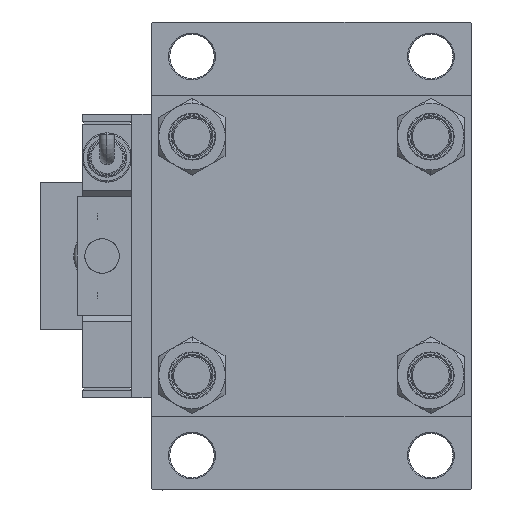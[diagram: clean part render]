
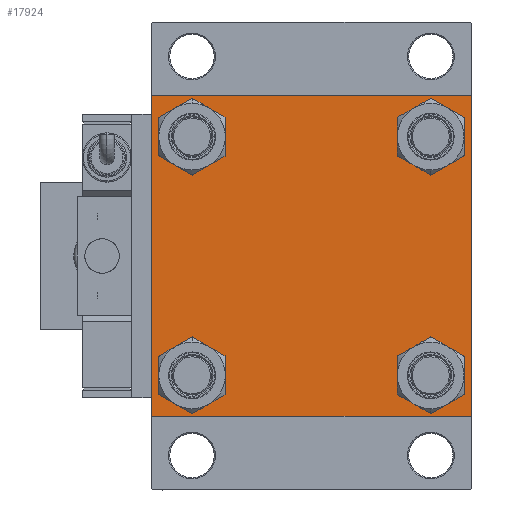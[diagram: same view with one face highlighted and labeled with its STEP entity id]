
A CAD part, left-side view. The second image highlights one B-rep face of the part: STEP entity #17924.
In plain terms, the highlighted planar face has unit normal (-1, 0, 0).
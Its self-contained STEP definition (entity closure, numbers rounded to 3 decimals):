
#90 = LINE ( 'NONE', #55228, #524 ) ;
#368 = ORIENTED_EDGE ( 'NONE', *, *, #35028, .T. ) ;
#524 = VECTOR ( 'NONE', #29492, 1000. ) ;
#679 = DIRECTION ( 'NONE',  ( 0., 0., 1. ) ) ;
#2089 = VECTOR ( 'NONE', #16529, 1000. ) ;
#2113 = CARTESIAN_POINT ( 'NONE',  ( 0., -48.45, -39.95 ) ) ;
#2442 = VERTEX_POINT ( 'NONE', #46033 ) ;
#2595 = EDGE_CURVE ( 'NONE', #29629, #17998, #51665, .T. ) ;
#3042 = CARTESIAN_POINT ( 'NONE',  ( 0., -64.75, 64.75 ) ) ;
#3460 = VECTOR ( 'NONE', #22428, 1000. ) ;
#3664 = CIRCLE ( 'NONE', #37639, 8.5 ) ;
#3979 = AXIS2_PLACEMENT_3D ( 'NONE', #25166, #8922, #8645 ) ;
#4615 = CARTESIAN_POINT ( 'NONE',  ( 0., 48.45, 56.95 ) ) ;
#4896 = DIRECTION ( 'NONE',  ( 1., 0., 0. ) ) ;
#5593 = LINE ( 'NONE', #26882, #3460 ) ;
#5933 = FACE_BOUND ( 'NONE', #49191, .T. ) ;
#6099 = DIRECTION ( 'NONE',  ( 0., 0., 1. ) ) ;
#6378 = EDGE_LOOP ( 'NONE', ( #8714, #19995 ) ) ;
#6489 = PLANE ( 'NONE',  #54007 ) ;
#6585 = CARTESIAN_POINT ( 'NONE',  ( 0., -64.5, -65. ) ) ;
#6748 = DIRECTION ( 'NONE',  ( 0., 0., 1. ) ) ;
#6773 = CARTESIAN_POINT ( 'NONE',  ( 0., -48.45, -56.95 ) ) ;
#7430 = AXIS2_PLACEMENT_3D ( 'NONE', #38534, #29874, #13366 ) ;
#7663 = EDGE_CURVE ( 'NONE', #31653, #43308, #3664, .T. ) ;
#7834 = DIRECTION ( 'NONE',  ( 0., 0., 1. ) ) ;
#7897 = LINE ( 'NONE', #24422, #44052 ) ;
#8053 = VERTEX_POINT ( 'NONE', #39553 ) ;
#8117 = AXIS2_PLACEMENT_3D ( 'NONE', #47494, #43572, #43841 ) ;
#8181 = CARTESIAN_POINT ( 'NONE',  ( 0., 64.5, 65. ) ) ;
#8645 = DIRECTION ( 'NONE',  ( 0., 0., 1. ) ) ;
#8714 = ORIENTED_EDGE ( 'NONE', *, *, #18311, .T. ) ;
#8922 = DIRECTION ( 'NONE',  ( 1., 0., 0. ) ) ;
#9115 = EDGE_CURVE ( 'NONE', #28905, #20228, #24714, .T. ) ;
#9253 = CARTESIAN_POINT ( 'NONE',  ( 0., -64.5, 65. ) ) ;
#9351 = DIRECTION ( 'NONE',  ( 1., 0., 0. ) ) ;
#9566 = DIRECTION ( 'NONE',  ( 0., -0.707, -0.707 ) ) ;
#10710 = AXIS2_PLACEMENT_3D ( 'NONE', #23465, #49178, #6099 ) ;
#11125 = VERTEX_POINT ( 'NONE', #8181 ) ;
#11170 = EDGE_CURVE ( 'NONE', #8053, #28905, #7897, .T. ) ;
#11859 = EDGE_CURVE ( 'NONE', #52097, #19133, #24417, .T. ) ;
#12012 = DIRECTION ( 'NONE',  ( 0., -1., 0. ) ) ;
#12937 = CARTESIAN_POINT ( 'NONE',  ( 0., -48.45, 39.95 ) ) ;
#12971 = CARTESIAN_POINT ( 'NONE',  ( 0., 64.75, -64.75 ) ) ;
#13366 = DIRECTION ( 'NONE',  ( 0., 0., 1. ) ) ;
#13635 = DIRECTION ( 'NONE',  ( 1., 0., 0. ) ) ;
#14180 = ORIENTED_EDGE ( 'NONE', *, *, #35888, .T. ) ;
#15165 = VERTEX_POINT ( 'NONE', #19515 ) ;
#15694 = LINE ( 'NONE', #3042, #2089 ) ;
#15728 = ORIENTED_EDGE ( 'NONE', *, *, #2595, .T. ) ;
#15740 = ORIENTED_EDGE ( 'NONE', *, *, #33807, .T. ) ;
#16296 = DIRECTION ( 'NONE',  ( 1., 0., 0. ) ) ;
#16529 = DIRECTION ( 'NONE',  ( 0., 0.707, 0.707 ) ) ;
#17008 = CARTESIAN_POINT ( 'NONE',  ( 0., -65., -64.5 ) ) ;
#17548 = CARTESIAN_POINT ( 'NONE',  ( 0., -48.45, 48.45 ) ) ;
#17924 = ADVANCED_FACE ( 'NONE', ( #40354, #44008, #36462, #5933, #44830 ), #6489, .T. ) ;
#17998 = VERTEX_POINT ( 'NONE', #6773 ) ;
#18251 = ORIENTED_EDGE ( 'NONE', *, *, #53551, .T. ) ;
#18311 = EDGE_CURVE ( 'NONE', #52947, #15165, #22776, .T. ) ;
#18669 = DIRECTION ( 'NONE',  ( 0., -0.707, 0.707 ) ) ;
#19036 = CARTESIAN_POINT ( 'NONE',  ( 0., -65., 64.5 ) ) ;
#19133 = VERTEX_POINT ( 'NONE', #55375 ) ;
#19515 = CARTESIAN_POINT ( 'NONE',  ( 0., 48.45, -56.95 ) ) ;
#19532 = CARTESIAN_POINT ( 'NONE',  ( 0., 65., -64.5 ) ) ;
#19676 = DIRECTION ( 'NONE',  ( 0., -1., 0. ) ) ;
#19995 = ORIENTED_EDGE ( 'NONE', *, *, #45879, .T. ) ;
#20228 = VERTEX_POINT ( 'NONE', #17008 ) ;
#20396 = ORIENTED_EDGE ( 'NONE', *, *, #47823, .T. ) ;
#22305 = ORIENTED_EDGE ( 'NONE', *, *, #11170, .T. ) ;
#22349 = CIRCLE ( 'NONE', #10710, 8.5 ) ;
#22428 = DIRECTION ( 'NONE',  ( 0., 0., -1. ) ) ;
#22776 = CIRCLE ( 'NONE', #3979, 8.5 ) ;
#23465 = CARTESIAN_POINT ( 'NONE',  ( 0., 48.45, -48.45 ) ) ;
#23956 = AXIS2_PLACEMENT_3D ( 'NONE', #31171, #9351, #679 ) ;
#24417 = CIRCLE ( 'NONE', #7430, 8.5 ) ;
#24422 = CARTESIAN_POINT ( 'NONE',  ( 0., 65., -65. ) ) ;
#24443 = CARTESIAN_POINT ( 'NONE',  ( 0., -64.75, -64.75 ) ) ;
#24714 = LINE ( 'NONE', #24443, #45739 ) ;
#25141 = LINE ( 'NONE', #50602, #53840 ) ;
#25166 = CARTESIAN_POINT ( 'NONE',  ( 0., 48.45, -48.45 ) ) ;
#26037 = VERTEX_POINT ( 'NONE', #9253 ) ;
#26882 = CARTESIAN_POINT ( 'NONE',  ( 0., -65., 65. ) ) ;
#28609 = CARTESIAN_POINT ( 'NONE',  ( 0., 48.45, 39.95 ) ) ;
#28905 = VERTEX_POINT ( 'NONE', #6585 ) ;
#29492 = DIRECTION ( 'NONE',  ( 0., 0., -1. ) ) ;
#29509 = ORIENTED_EDGE ( 'NONE', *, *, #50864, .F. ) ;
#29629 = VERTEX_POINT ( 'NONE', #2113 ) ;
#29874 = DIRECTION ( 'NONE',  ( 1., 0., 0. ) ) ;
#30799 = ORIENTED_EDGE ( 'NONE', *, *, #51838, .T. ) ;
#31171 = CARTESIAN_POINT ( 'NONE',  ( 0., -48.45, -48.45 ) ) ;
#31364 = EDGE_LOOP ( 'NONE', ( #368, #14180, #22305, #48576, #32512, #18251, #29509, #15740 ) ) ;
#31394 = DIRECTION ( 'NONE',  ( 0., 0.707, -0.707 ) ) ;
#31653 = VERTEX_POINT ( 'NONE', #4615 ) ;
#32252 = CARTESIAN_POINT ( 'NONE',  ( 0., 0., 0. ) ) ;
#32512 = ORIENTED_EDGE ( 'NONE', *, *, #44414, .F. ) ;
#33807 = EDGE_CURVE ( 'NONE', #11125, #2442, #35046, .T. ) ;
#33924 = ORIENTED_EDGE ( 'NONE', *, *, #7663, .T. ) ;
#35028 = EDGE_CURVE ( 'NONE', #2442, #43888, #90, .T. ) ;
#35046 = LINE ( 'NONE', #52657, #42477 ) ;
#35888 = EDGE_CURVE ( 'NONE', #43888, #8053, #38961, .T. ) ;
#35905 = DIRECTION ( 'NONE',  ( -1., 0., 0. ) ) ;
#36462 = FACE_BOUND ( 'NONE', #6378, .T. ) ;
#37639 = AXIS2_PLACEMENT_3D ( 'NONE', #43272, #13635, #7834 ) ;
#38534 = CARTESIAN_POINT ( 'NONE',  ( 0., -48.45, 48.45 ) ) ;
#38961 = LINE ( 'NONE', #12971, #43461 ) ;
#39320 = DIRECTION ( 'NONE',  ( 0., 0., 1. ) ) ;
#39553 = CARTESIAN_POINT ( 'NONE',  ( 0., 64.5, -65. ) ) ;
#40354 = FACE_BOUND ( 'NONE', #52727, .T. ) ;
#40966 = EDGE_LOOP ( 'NONE', ( #15728, #20396 ) ) ;
#41349 = ORIENTED_EDGE ( 'NONE', *, *, #41639, .T. ) ;
#41639 = EDGE_CURVE ( 'NONE', #43308, #31653, #43706, .T. ) ;
#42477 = VECTOR ( 'NONE', #31394, 1000. ) ;
#42833 = ORIENTED_EDGE ( 'NONE', *, *, #11859, .T. ) ;
#43272 = CARTESIAN_POINT ( 'NONE',  ( 0., 48.45, 48.45 ) ) ;
#43308 = VERTEX_POINT ( 'NONE', #28609 ) ;
#43461 = VECTOR ( 'NONE', #9566, 1000. ) ;
#43572 = DIRECTION ( 'NONE',  ( 1., 0., 0. ) ) ;
#43706 = CIRCLE ( 'NONE', #47264, 8.5 ) ;
#43841 = DIRECTION ( 'NONE',  ( 0., 0., 1. ) ) ;
#43888 = VERTEX_POINT ( 'NONE', #19532 ) ;
#44008 = FACE_BOUND ( 'NONE', #40966, .T. ) ;
#44052 = VECTOR ( 'NONE', #19676, 1000. ) ;
#44414 = EDGE_CURVE ( 'NONE', #51546, #20228, #5593, .T. ) ;
#44830 = FACE_OUTER_BOUND ( 'NONE', #31364, .T. ) ;
#45739 = VECTOR ( 'NONE', #18669, 1000. ) ;
#45879 = EDGE_CURVE ( 'NONE', #15165, #52947, #22349, .T. ) ;
#46033 = CARTESIAN_POINT ( 'NONE',  ( 0., 65., 64.5 ) ) ;
#47264 = AXIS2_PLACEMENT_3D ( 'NONE', #53764, #16296, #6748 ) ;
#47494 = CARTESIAN_POINT ( 'NONE',  ( 0., -48.45, -48.45 ) ) ;
#47823 = EDGE_CURVE ( 'NONE', #17998, #29629, #50082, .T. ) ;
#48576 = ORIENTED_EDGE ( 'NONE', *, *, #9115, .T. ) ;
#49178 = DIRECTION ( 'NONE',  ( 1., 0., 0. ) ) ;
#49191 = EDGE_LOOP ( 'NONE', ( #33924, #41349 ) ) ;
#50082 = CIRCLE ( 'NONE', #8117, 8.5 ) ;
#50321 = AXIS2_PLACEMENT_3D ( 'NONE', #17548, #4896, #39320 ) ;
#50602 = CARTESIAN_POINT ( 'NONE',  ( 0., 65., 65. ) ) ;
#50864 = EDGE_CURVE ( 'NONE', #11125, #26037, #25141, .T. ) ;
#51546 = VERTEX_POINT ( 'NONE', #19036 ) ;
#51665 = CIRCLE ( 'NONE', #23956, 8.5 ) ;
#51838 = EDGE_CURVE ( 'NONE', #19133, #52097, #53883, .T. ) ;
#52097 = VERTEX_POINT ( 'NONE', #12937 ) ;
#52657 = CARTESIAN_POINT ( 'NONE',  ( 0., 64.75, 64.75 ) ) ;
#52727 = EDGE_LOOP ( 'NONE', ( #30799, #42833 ) ) ;
#52947 = VERTEX_POINT ( 'NONE', #54364 ) ;
#52954 = DIRECTION ( 'NONE',  ( 0., 0., 1. ) ) ;
#53551 = EDGE_CURVE ( 'NONE', #51546, #26037, #15694, .T. ) ;
#53764 = CARTESIAN_POINT ( 'NONE',  ( 0., 48.45, 48.45 ) ) ;
#53840 = VECTOR ( 'NONE', #12012, 1000. ) ;
#53883 = CIRCLE ( 'NONE', #50321, 8.5 ) ;
#54007 = AXIS2_PLACEMENT_3D ( 'NONE', #32252, #35905, #52954 ) ;
#54364 = CARTESIAN_POINT ( 'NONE',  ( 0., 48.45, -39.95 ) ) ;
#55228 = CARTESIAN_POINT ( 'NONE',  ( 0., 65., 65. ) ) ;
#55375 = CARTESIAN_POINT ( 'NONE',  ( 0., -48.45, 56.95 ) ) ;
